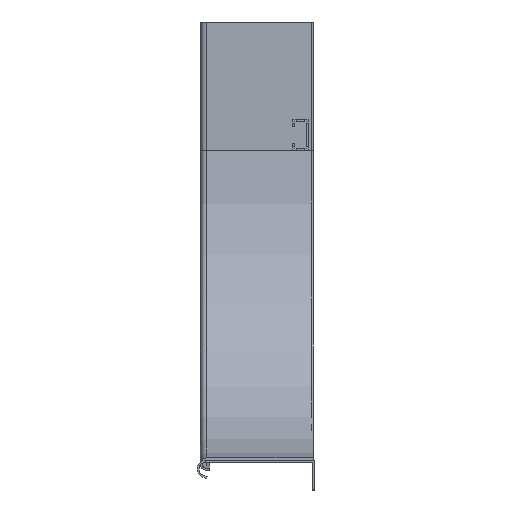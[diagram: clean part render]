
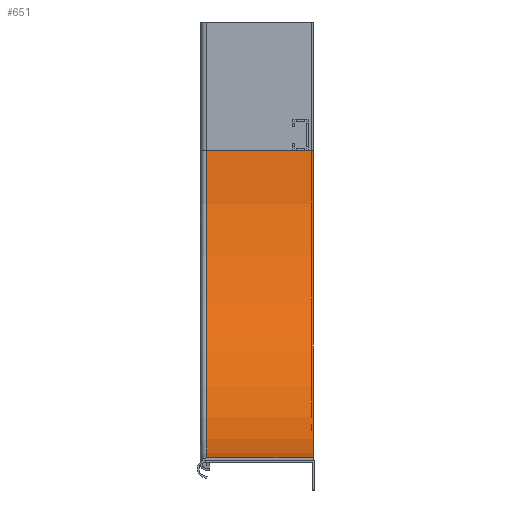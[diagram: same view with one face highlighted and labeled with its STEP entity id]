
A CAD part, left-side view. The second image highlights one B-rep face of the part: STEP entity #651.
In plain terms, the highlighted cylindrical face has radius 300 mm (diameter 600 mm), a partial arc.
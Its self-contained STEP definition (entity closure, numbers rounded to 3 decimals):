
#122 = ORIENTED_EDGE ( 'NONE', *, *, #8699, .F. ) ;
#303 = CYLINDRICAL_SURFACE ( 'NONE', #6274, 300. ) ;
#411 = CARTESIAN_POINT ( 'NONE',  ( 0., 104., -125. ) ) ;
#456 = ORIENTED_EDGE ( 'NONE', *, *, #1708, .T. ) ;
#504 = DIRECTION ( 'NONE',  ( 0., -1., 0. ) ) ;
#651 = ADVANCED_FACE ( 'NONE', ( #5972 ), #303, .F. ) ;
#999 = CIRCLE ( 'NONE', #8846, 300. ) ;
#1555 = CIRCLE ( 'NONE', #8354, 300. ) ;
#1583 = VERTEX_POINT ( 'NONE', #411 ) ;
#1708 = EDGE_CURVE ( 'NONE', #4621, #2742, #10143, .T. ) ;
#2664 = CARTESIAN_POINT ( 'NONE',  ( 300., 104., -125. ) ) ;
#2742 = VERTEX_POINT ( 'NONE', #5128 ) ;
#2948 = EDGE_LOOP ( 'NONE', ( #122, #11964, #456, #8467 ) ) ;
#3516 = EDGE_CURVE ( 'NONE', #1583, #2742, #999, .T. ) ;
#3608 = DIRECTION ( 'NONE',  ( 0., 0., -1. ) ) ;
#3637 = VECTOR ( 'NONE', #8499, 1000. ) ;
#3833 = CARTESIAN_POINT ( 'NONE',  ( 300., 0., -425. ) ) ;
#4304 = DIRECTION ( 'NONE',  ( 0., 0., -1. ) ) ;
#4426 = CARTESIAN_POINT ( 'NONE',  ( 300., 0., -125. ) ) ;
#4578 = DIRECTION ( 'NONE',  ( 0., -1., 0. ) ) ;
#4621 = VERTEX_POINT ( 'NONE', #3833 ) ;
#4723 = VERTEX_POINT ( 'NONE', #9792 ) ;
#5128 = CARTESIAN_POINT ( 'NONE',  ( 300., 104., -425. ) ) ;
#5972 = FACE_OUTER_BOUND ( 'NONE', #2948, .T. ) ;
#6168 = DIRECTION ( 'NONE',  ( 0., 1., 0. ) ) ;
#6198 = CARTESIAN_POINT ( 'NONE',  ( 300., 0., -125. ) ) ;
#6274 = AXIS2_PLACEMENT_3D ( 'NONE', #4426, #4578, #4304 ) ;
#6963 = EDGE_CURVE ( 'NONE', #4723, #4621, #1555, .T. ) ;
#7199 = DIRECTION ( 'NONE',  ( 1., 0., 0. ) ) ;
#8338 = CARTESIAN_POINT ( 'NONE',  ( 300., 3., -425. ) ) ;
#8354 = AXIS2_PLACEMENT_3D ( 'NONE', #6198, #504, #7199 ) ;
#8467 = ORIENTED_EDGE ( 'NONE', *, *, #3516, .F. ) ;
#8499 = DIRECTION ( 'NONE',  ( 0., 1., 0. ) ) ;
#8699 = EDGE_CURVE ( 'NONE', #4723, #1583, #12107, .T. ) ;
#8846 = AXIS2_PLACEMENT_3D ( 'NONE', #2664, #9407, #3608 ) ;
#9407 = DIRECTION ( 'NONE',  ( 0., -1., 0. ) ) ;
#9792 = CARTESIAN_POINT ( 'NONE',  ( 0., 0., -125. ) ) ;
#10143 = LINE ( 'NONE', #8338, #3637 ) ;
#11901 = CARTESIAN_POINT ( 'NONE',  ( 0., 3., -125. ) ) ;
#11964 = ORIENTED_EDGE ( 'NONE', *, *, #6963, .T. ) ;
#12107 = LINE ( 'NONE', #11901, #12185 ) ;
#12185 = VECTOR ( 'NONE', #6168, 1000. ) ;
